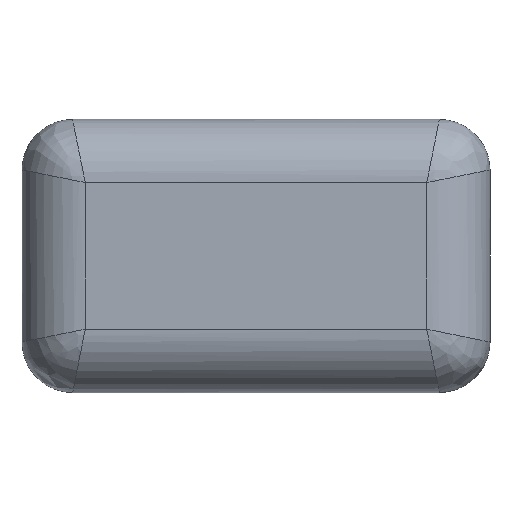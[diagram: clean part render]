
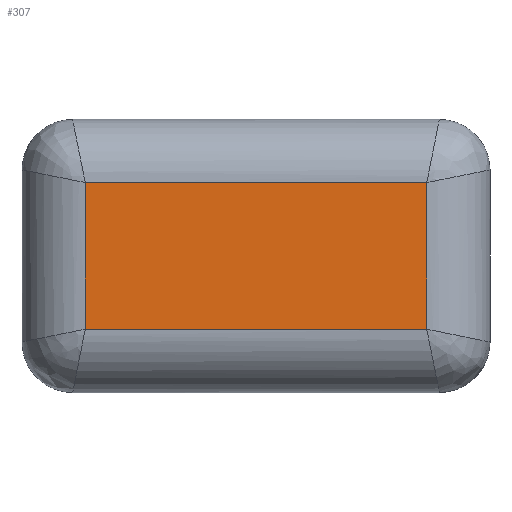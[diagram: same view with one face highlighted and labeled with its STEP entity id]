
A CAD part, top view. The second image highlights one B-rep face of the part: STEP entity #307.
In plain terms, the highlighted planar face has unit normal (0, 0, 1).
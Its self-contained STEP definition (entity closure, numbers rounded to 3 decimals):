
#37=PLANE('',#363);
#63=FACE_OUTER_BOUND('',#86,.T.);
#86=EDGE_LOOP('',(#283,#284,#285,#286));
#107=LINE('',#616,#130);
#108=LINE('',#651,#131);
#109=LINE('',#653,#132);
#110=LINE('',#655,#133);
#130=VECTOR('',#438,10.);
#131=VECTOR('',#445,10.);
#132=VECTOR('',#448,10.);
#133=VECTOR('',#451,10.);
#164=VERTEX_POINT('',#546);
#165=VERTEX_POINT('',#579);
#166=VERTEX_POINT('',#612);
#167=VERTEX_POINT('',#647);
#202=EDGE_CURVE('',#164,#166,#107,.T.);
#205=EDGE_CURVE('',#166,#167,#108,.T.);
#206=EDGE_CURVE('',#167,#165,#109,.T.);
#207=EDGE_CURVE('',#165,#164,#110,.T.);
#283=ORIENTED_EDGE('',*,*,#202,.F.);
#284=ORIENTED_EDGE('',*,*,#207,.F.);
#285=ORIENTED_EDGE('',*,*,#206,.F.);
#286=ORIENTED_EDGE('',*,*,#205,.F.);
#307=ADVANCED_FACE('',(#63),#37,.T.);
#363=AXIS2_PLACEMENT_3D('',#656,#452,#453);
#438=DIRECTION('',(-1.,0.,0.));
#445=DIRECTION('',(0.,1.,0.));
#448=DIRECTION('',(1.,0.,0.));
#451=DIRECTION('',(0.,-1.,0.));
#452=DIRECTION('center_axis',(0.,0.,1.));
#453=DIRECTION('ref_axis',(1.,0.,0.));
#546=CARTESIAN_POINT('',(-4.796,22.083,2.5));
#579=CARTESIAN_POINT('',(-4.796,27.883,2.5));
#612=CARTESIAN_POINT('',(-18.296,22.083,2.5));
#616=CARTESIAN_POINT('',(-7.921,22.083,2.5));
#647=CARTESIAN_POINT('',(-18.296,27.883,2.5));
#651=CARTESIAN_POINT('',(-18.296,23.283,2.5));
#653=CARTESIAN_POINT('',(-15.171,27.883,2.5));
#655=CARTESIAN_POINT('',(-4.796,26.683,2.5));
#656=CARTESIAN_POINT('Origin',(-11.546,24.983,2.5));
